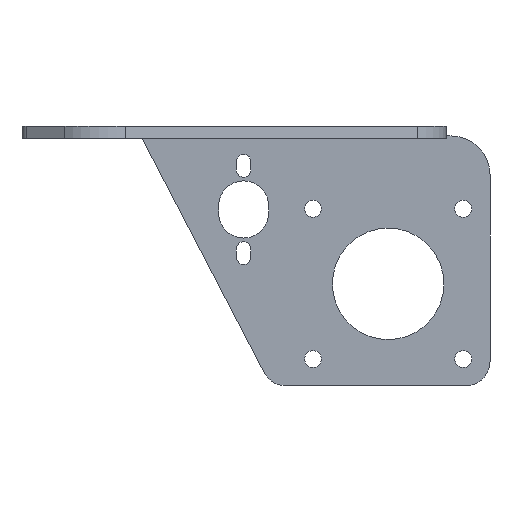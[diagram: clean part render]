
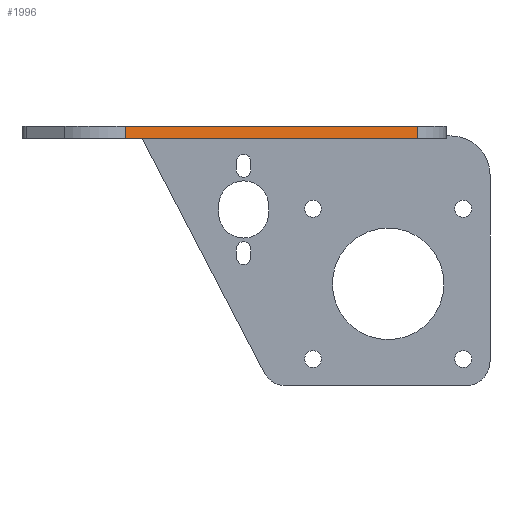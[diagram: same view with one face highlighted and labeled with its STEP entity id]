
A CAD part, front view. The second image highlights one B-rep face of the part: STEP entity #1996.
In plain terms, the highlighted planar face has unit normal (0.503, -0.864, 0).
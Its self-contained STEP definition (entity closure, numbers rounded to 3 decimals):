
#38 = DIRECTION ( 'NONE',  ( 0.503, -0.864, 0. ) ) ;
#135 = LINE ( 'NONE', #743, #2130 ) ;
#165 = CARTESIAN_POINT ( 'NONE',  ( 81.536, -10.371, -29.4 ) ) ;
#237 = FACE_OUTER_BOUND ( 'NONE', #2176, .T. ) ;
#281 = LINE ( 'NONE', #2071, #2240 ) ;
#465 = CARTESIAN_POINT ( 'NONE',  ( 21.285, -45.439, -26.9 ) ) ;
#603 = EDGE_CURVE ( 'NONE', #704, #1347, #135, .T. ) ;
#665 = DIRECTION ( 'NONE',  ( -0.864, -0.503, 0. ) ) ;
#704 = VERTEX_POINT ( 'NONE', #165 ) ;
#743 = CARTESIAN_POINT ( 'NONE',  ( 81.536, -10.371, -29.4 ) ) ;
#799 = CARTESIAN_POINT ( 'NONE',  ( 21.285, -45.439, -29.4 ) ) ;
#897 = EDGE_CURVE ( 'NONE', #1964, #704, #955, .T. ) ;
#949 = EDGE_CURVE ( 'NONE', #2352, #1964, #281, .T. ) ;
#955 = LINE ( 'NONE', #958, #2365 ) ;
#958 = CARTESIAN_POINT ( 'NONE',  ( 81.536, -10.371, -26.9 ) ) ;
#1045 = ORIENTED_EDGE ( 'NONE', *, *, #949, .F. ) ;
#1058 = ORIENTED_EDGE ( 'NONE', *, *, #1178, .F. ) ;
#1106 = CARTESIAN_POINT ( 'NONE',  ( 81.536, -10.371, -26.9 ) ) ;
#1146 = DIRECTION ( 'NONE',  ( 0., 0., 1. ) ) ;
#1178 = EDGE_CURVE ( 'NONE', #1347, #2352, #1961, .T. ) ;
#1275 = ORIENTED_EDGE ( 'NONE', *, *, #897, .F. ) ;
#1328 = PLANE ( 'NONE',  #2027 ) ;
#1347 = VERTEX_POINT ( 'NONE', #799 ) ;
#1513 = DIRECTION ( 'NONE',  ( 0.864, 0.503, 0. ) ) ;
#1678 = CARTESIAN_POINT ( 'NONE',  ( 21.285, -45.439, -28.9 ) ) ;
#1913 = VECTOR ( 'NONE', #1146, 1000. ) ;
#1944 = ORIENTED_EDGE ( 'NONE', *, *, #603, .F. ) ;
#1961 = LINE ( 'NONE', #2349, #1913 ) ;
#1964 = VERTEX_POINT ( 'NONE', #1106 ) ;
#1996 = ADVANCED_FACE ( 'NONE', ( #237 ), #1328, .T. ) ;
#2027 = AXIS2_PLACEMENT_3D ( 'NONE', #1678, #38, #1513 ) ;
#2055 = DIRECTION ( 'NONE',  ( 0., 0., -1. ) ) ;
#2066 = DIRECTION ( 'NONE',  ( 0.864, 0.503, 0. ) ) ;
#2071 = CARTESIAN_POINT ( 'NONE',  ( 21.285, -45.439, -26.9 ) ) ;
#2130 = VECTOR ( 'NONE', #665, 1000. ) ;
#2176 = EDGE_LOOP ( 'NONE', ( #1045, #1058, #1944, #1275 ) ) ;
#2240 = VECTOR ( 'NONE', #2066, 1000. ) ;
#2349 = CARTESIAN_POINT ( 'NONE',  ( 21.285, -45.439, -28.9 ) ) ;
#2352 = VERTEX_POINT ( 'NONE', #465 ) ;
#2365 = VECTOR ( 'NONE', #2055, 1000. ) ;
